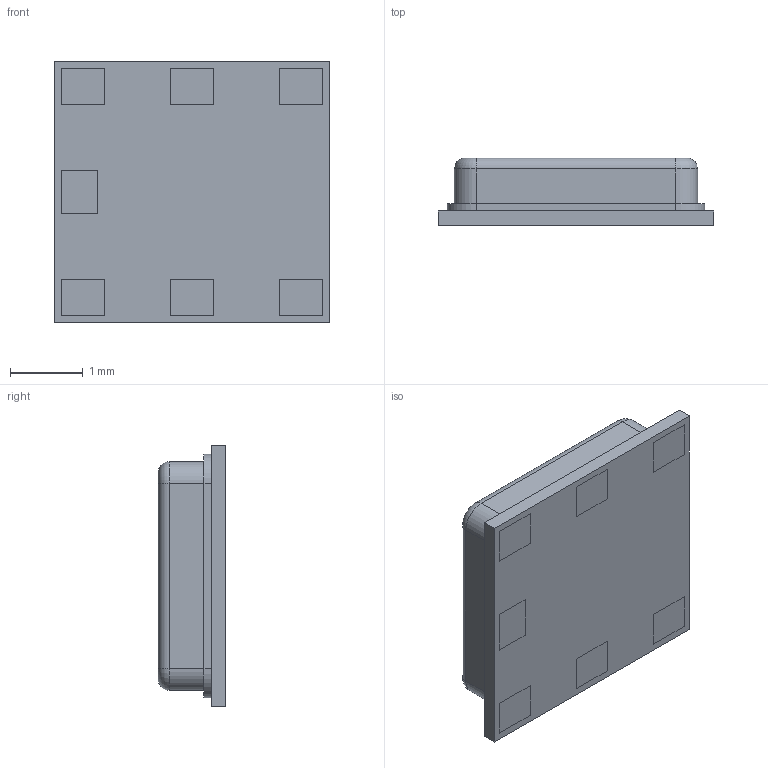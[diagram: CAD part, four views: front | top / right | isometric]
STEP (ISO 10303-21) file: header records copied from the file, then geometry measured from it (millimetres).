
FILE_DESCRIPTION (( 'STEP AP214' ), '1' );
FILE_NAME ('BMP180.STEP', '2021-06-07T06:21:51', ( '' ), ( '' ), 'SwSTEP 2.0', 'SolidWorks 2018', '' );
FILE_SCHEMA (( 'AUTOMOTIVE_DESIGN' ));
Length unit declared in the file: millimetre
Products named in the file (2): BMP180
Bounding box: 3.8 x 0.93 x 3.6 mm (x, y, z)
Volume: 10.4 mm3; surface area: 46 mm2
Topology: 8 solids, 8 shells, 112 faces, 250 edges, 164 vertices
Faces by surface type: plane 94, cylinder 14, torus 4
Entity records: 4406 total; most frequent: CARTESIAN_POINT 528, DIRECTION 510, ORIENTED_EDGE 500, EDGE_CURVE 250, VECTOR 218, LINE 218, VERTEX_POINT 164, AXIS2_PLACEMENT_3D 146
